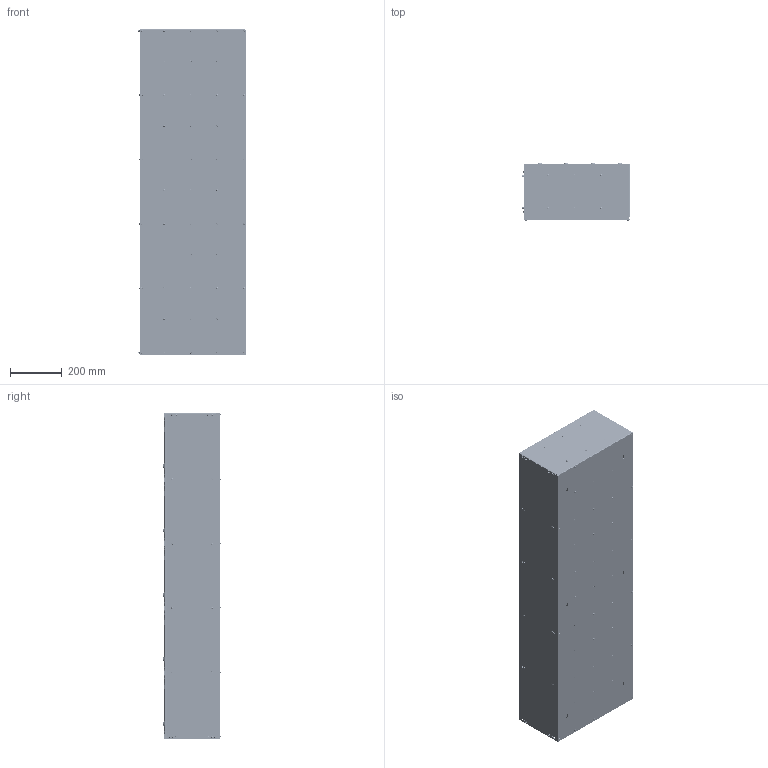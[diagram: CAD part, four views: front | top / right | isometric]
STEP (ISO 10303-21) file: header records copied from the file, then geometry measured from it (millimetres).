
FILE_DESCRIPTION(('FreeCAD Model'),'2;1');
FILE_NAME('Open CASCADE Shape Model','2025-05-01T00:51:19',('FreeCAD'),( 'FreeCAD'),'Open CASCADE STEP processor 7.6','FreeCAD','Unknown');
FILE_SCHEMA(('AUTOMOTIVE_DESIGN { 1 0 10303 214 1 1 1 1 }'));
Products named in the file (1): Open CASCADE STEP translator 7.6 1
Bounding box: 419.89 x 219.83 x 1259.34 mm (x, y, z)
Volume: 2947166.7 mm3; surface area: 6780057.9 mm2
Topology: 361 solids, 361 shells, 7466 faces, 16142 edges, 9960 vertices
Faces by surface type: bspline 7466
Entity records: 247907 total; most frequent: CARTESIAN_POINT 147341, ORIENTED_EDGE 32276, EDGE_CURVE 16138, B_SPLINE_CURVE_WITH_KNOTS 10511, VERTEX_POINT 9960, FACE_BOUND 9336, EDGE_LOOP 9336, ADVANCED_FACE 7466
